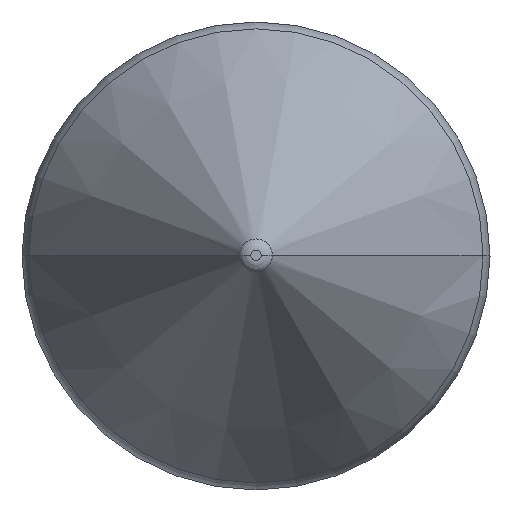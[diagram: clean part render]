
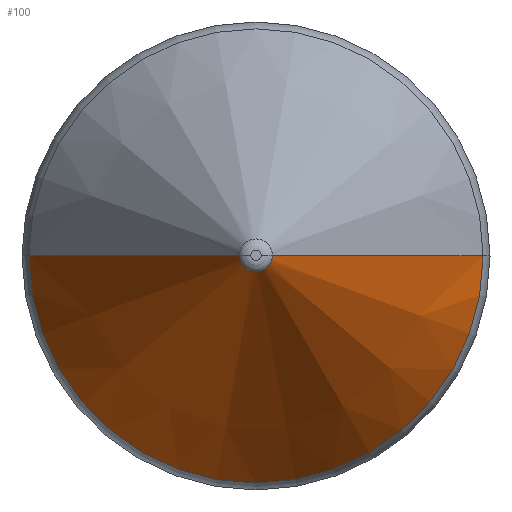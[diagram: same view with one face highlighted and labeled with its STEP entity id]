
A CAD part, top view. The second image highlights one B-rep face of the part: STEP entity #100.
In plain terms, the highlighted conical face has half-angle 30 degrees and reference radius 0.38 mm.
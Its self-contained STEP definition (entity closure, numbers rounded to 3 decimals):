
#35 = ORIENTED_EDGE ( 'NONE', *, *, #50, .F. ) ;
#39 = EDGE_CURVE ( 'NONE', #187, #185, #256, .T. ) ;
#50 = EDGE_CURVE ( 'NONE', #110, #161, #421, .T. ) ;
#63 = ORIENTED_EDGE ( 'NONE', *, *, #107, .F. ) ;
#100 = ADVANCED_FACE ( 'NONE', ( #360 ), #391, .T. ) ;
#102 = ORIENTED_EDGE ( 'NONE', *, *, #39, .T. ) ;
#103 = ORIENTED_EDGE ( 'NONE', *, *, #130, .T. ) ;
#107 = EDGE_CURVE ( 'NONE', #161, #185, #411, .T. ) ;
#110 = VERTEX_POINT ( 'NONE', #387 ) ;
#130 = EDGE_CURVE ( 'NONE', #110, #187, #582, .T. ) ;
#150 = EDGE_LOOP ( 'NONE', ( #63, #35, #103, #102 ) ) ;
#161 = VERTEX_POINT ( 'NONE', #642 ) ;
#185 = VERTEX_POINT ( 'NONE', #505 ) ;
#187 = VERTEX_POINT ( 'NONE', #579 ) ;
#225 = AXIS2_PLACEMENT_3D ( 'NONE', #255, #254, #253 ) ;
#253 = DIRECTION ( 'NONE',  ( 1., 0., 0. ) ) ;
#254 = DIRECTION ( 'NONE',  ( 0., 0., 1. ) ) ;
#255 = CARTESIAN_POINT ( 'NONE',  ( 0., 0., 36.375 ) ) ;
#256 = CIRCLE ( 'NONE', #225, 5.273 ) ;
#333 = DIRECTION ( 'NONE',  ( 1., 0., 0. ) ) ;
#360 = FACE_OUTER_BOUND ( 'NONE', #150, .T. ) ;
#376 = DIRECTION ( 'NONE',  ( 0.5, 0., -0.866 ) ) ;
#377 = VECTOR ( 'NONE', #376, 1000. ) ;
#378 = CARTESIAN_POINT ( 'NONE',  ( 0.38, 0., 44.85 ) ) ;
#381 = DIRECTION ( 'NONE',  ( -1., 0., 0. ) ) ;
#386 = DIRECTION ( 'NONE',  ( 0., 0., -1. ) ) ;
#387 = CARTESIAN_POINT ( 'NONE',  ( -0.38, 0., 44.85 ) ) ;
#391 = CONICAL_SURFACE ( 'NONE', #394, 0.38, 0.524 ) ;
#394 = AXIS2_PLACEMENT_3D ( 'NONE', #398, #386, #381 ) ;
#398 = CARTESIAN_POINT ( 'NONE',  ( 0., 0., 44.85 ) ) ;
#411 = LINE ( 'NONE', #378, #377 ) ;
#418 = DIRECTION ( 'NONE',  ( 0., 0., 1. ) ) ;
#419 = CARTESIAN_POINT ( 'NONE',  ( 0., 0., 44.85 ) ) ;
#420 = AXIS2_PLACEMENT_3D ( 'NONE', #419, #418, #333 ) ;
#421 = CIRCLE ( 'NONE', #420, 0.38 ) ;
#505 = CARTESIAN_POINT ( 'NONE',  ( 5.273, 0., 36.375 ) ) ;
#579 = CARTESIAN_POINT ( 'NONE',  ( -5.273, 0., 36.375 ) ) ;
#582 = LINE ( 'NONE', #599, #598 ) ;
#597 = DIRECTION ( 'NONE',  ( -0.5, 0., -0.866 ) ) ;
#598 = VECTOR ( 'NONE', #597, 1000. ) ;
#599 = CARTESIAN_POINT ( 'NONE',  ( -0.38, 0., 44.85 ) ) ;
#642 = CARTESIAN_POINT ( 'NONE',  ( 0.38, 0., 44.85 ) ) ;
